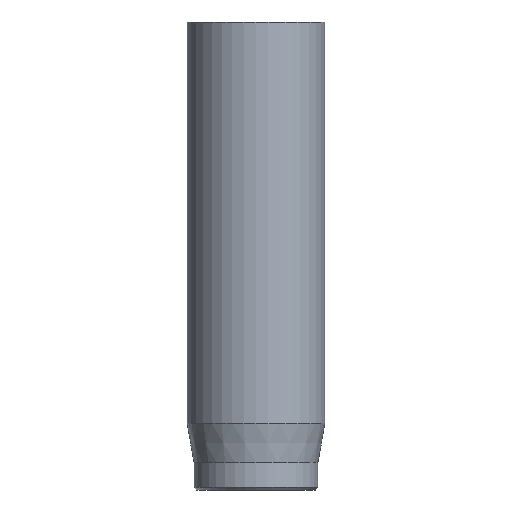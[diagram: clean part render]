
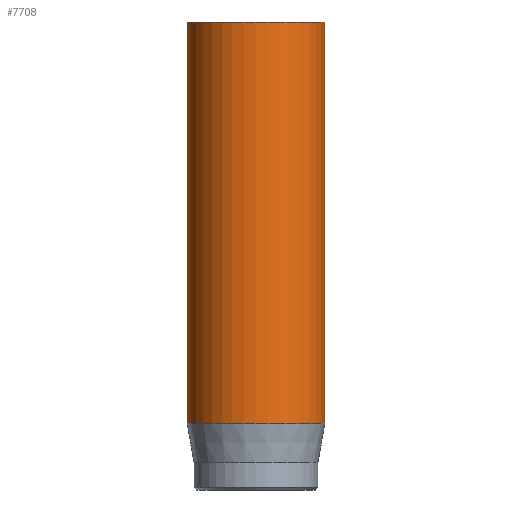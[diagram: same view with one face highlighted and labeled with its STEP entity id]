
A CAD part, front view. The second image highlights one B-rep face of the part: STEP entity #7708.
In plain terms, the highlighted cylindrical face has radius 2.5 mm (diameter 5 mm), a full revolution.
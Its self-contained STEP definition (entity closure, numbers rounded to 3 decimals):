
#32=CYLINDRICAL_SURFACE('',#8038,2.5);
#47=CIRCLE('',#8007,2.5);
#63=CIRCLE('',#8036,2.5);
#64=CIRCLE('',#8037,2.5);
#1070=FACE_OUTER_BOUND('',#1543,.T.);
#1543=EDGE_LOOP('',(#6969,#6970,#6971,#6972,#6973));
#2254=LINE('',#13962,#2973);
#2973=VECTOR('',#9260,2.5);
#3694=VERTEX_POINT('',#13903);
#3710=VERTEX_POINT('',#13956);
#3711=VERTEX_POINT('',#13957);
#4779=EDGE_CURVE('',#3694,#3694,#47,.T.);
#4803=EDGE_CURVE('',#3710,#3711,#63,.T.);
#4804=EDGE_CURVE('',#3711,#3710,#64,.T.);
#4806=EDGE_CURVE('',#3694,#3710,#2254,.T.);
#6969=ORIENTED_EDGE('',*,*,#4779,.T.);
#6970=ORIENTED_EDGE('',*,*,#4806,.T.);
#6971=ORIENTED_EDGE('',*,*,#4803,.T.);
#6972=ORIENTED_EDGE('',*,*,#4804,.T.);
#6973=ORIENTED_EDGE('',*,*,#4806,.F.);
#7708=ADVANCED_FACE('',(#1070),#32,.T.);
#8007=AXIS2_PLACEMENT_3D('',#13904,#9187,#9188);
#8036=AXIS2_PLACEMENT_3D('',#13958,#9253,#9254);
#8037=AXIS2_PLACEMENT_3D('',#13959,#9255,#9256);
#8038=AXIS2_PLACEMENT_3D('',#13961,#9258,#9259);
#9187=DIRECTION('center_axis',(0.,0.,-1.));
#9188=DIRECTION('ref_axis',(-1.,0.,0.));
#9253=DIRECTION('center_axis',(0.,0.,1.));
#9254=DIRECTION('ref_axis',(-1.,0.,0.));
#9255=DIRECTION('center_axis',(0.,0.,1.));
#9256=DIRECTION('ref_axis',(-1.,0.,0.));
#9258=DIRECTION('center_axis',(0.,0.,1.));
#9259=DIRECTION('ref_axis',(-1.,0.,0.));
#9260=DIRECTION('',(0.,0.,-1.));
#13903=CARTESIAN_POINT('',(2.5,0.,17.));
#13904=CARTESIAN_POINT('Origin',(0.,0.,17.));
#13956=CARTESIAN_POINT('',(2.5,0.,2.418));
#13957=CARTESIAN_POINT('',(-2.5,0.,2.418));
#13958=CARTESIAN_POINT('Origin',(0.,0.,2.418));
#13959=CARTESIAN_POINT('Origin',(0.,0.,2.418));
#13961=CARTESIAN_POINT('Origin',(0.,0.,0.));
#13962=CARTESIAN_POINT('',(2.5,0.,0.));
